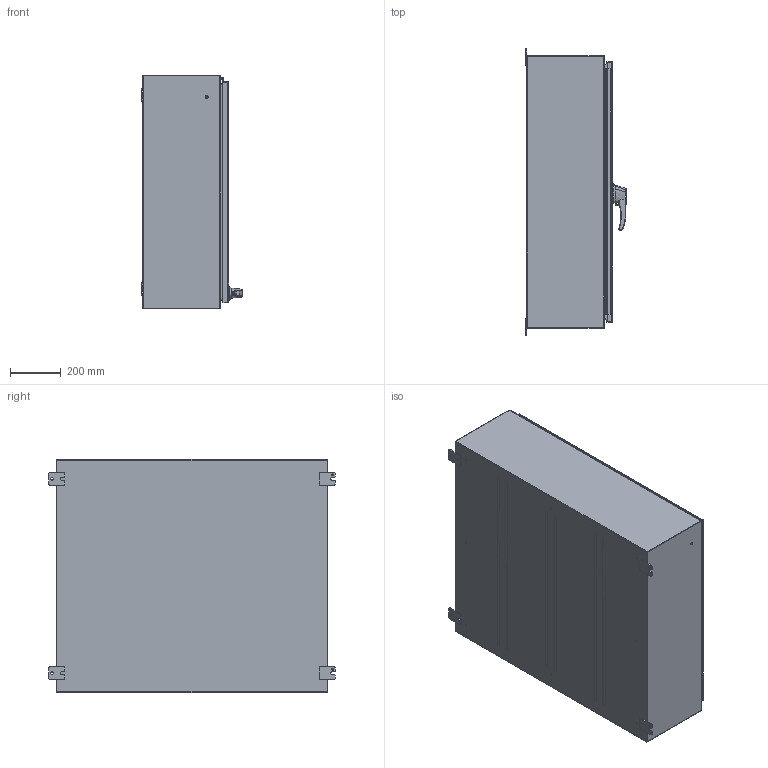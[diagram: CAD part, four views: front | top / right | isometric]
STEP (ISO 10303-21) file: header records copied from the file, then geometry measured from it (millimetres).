
FILE_DESCRIPTION (( 'STEP AP214' ), '1' );
FILE_NAME ('HW423612GYHK.STEP', '2019-08-07T20:32:57', ( '' ), ( '' ), 'SwSTEP 2.0', 'SolidWorks 2018', '' );
FILE_SCHEMA (( 'AUTOMOTIVE_DESIGN' ));
Length unit declared in the file: inch
Products named in the file (1): HW423612GYHK
Bounding box: 394.59 x 1123.95 x 914.4 mm (x, y, z)
Volume: 7751200.1 mm3; surface area: 7609316 mm2
Topology: 49 solids, 50 shells, 1582 faces, 3973 edges, 2540 vertices
Faces by surface type: plane 730, cylinder 656, bspline 123, cone 73
Entity records: 106227 total; most frequent: CARTESIAN_POINT 47869, ORIENTED_EDGE 7934, DIRECTION 7550, EDGE_CURVE 3967, AXIS2_PLACEMENT_3D 2656, VERTEX_POINT 2540, LINE 2238, VECTOR 2238
